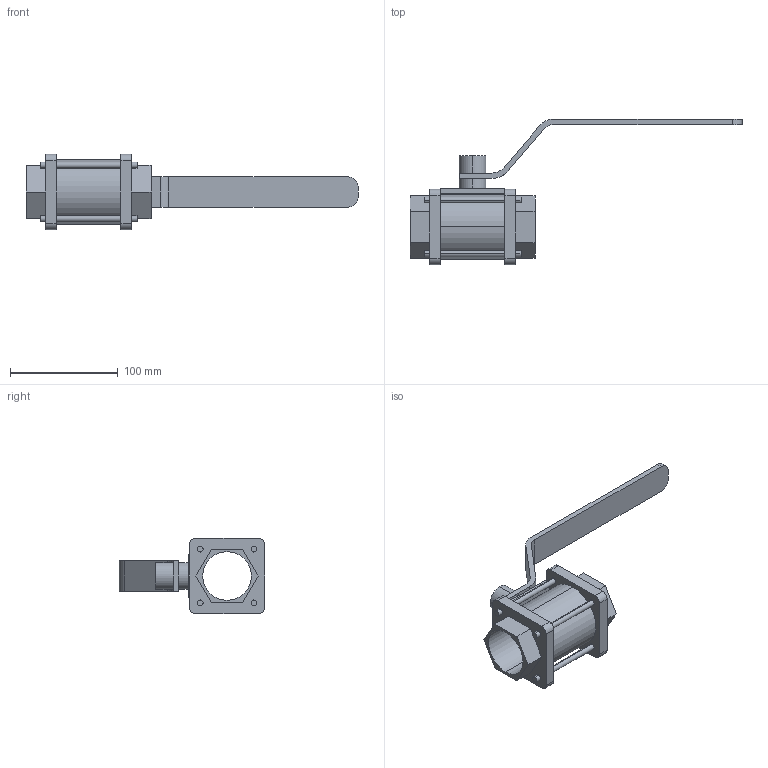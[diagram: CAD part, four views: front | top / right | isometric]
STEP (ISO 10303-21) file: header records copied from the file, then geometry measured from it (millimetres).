
FILE_DESCRIPTION(('STEP AP214'),'1');
FILE_NAME('4832_40_49.stp','2016-07-07T14:31:00',('TraceParts'),('TraceParts S.A.'),'Spatial InterOp 3D',' ',' ');
FILE_SCHEMA(('automotive_design'));
Length unit declared in the file: millimetre
Products named in the file (1): Import_e2
Bounding box: 308 x 135 x 70 mm (x, y, z)
Volume: 230964 mm3; surface area: 79671.9 mm2
Topology: 1 solids, 1 shells, 97 faces, 246 edges, 162 vertices
Faces by surface type: plane 51, cylinder 46
Entity records: 3771 total; most frequent: DIRECTION 536, CARTESIAN_POINT 506, ORIENTED_EDGE 492, EDGE_CURVE 246, AXIS2_PLACEMENT_3D 192, VERTEX_POINT 162, LINE 152, VECTOR 152
